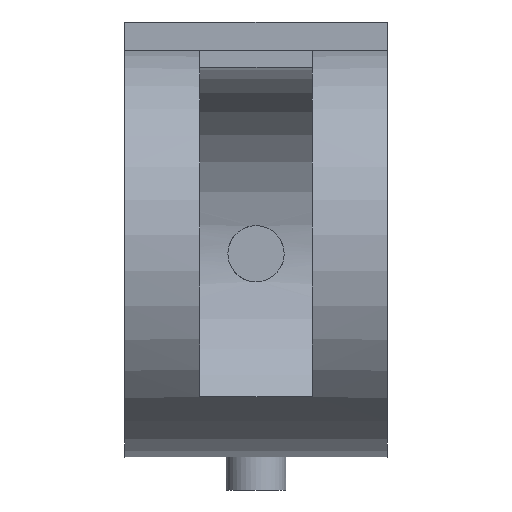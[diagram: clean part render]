
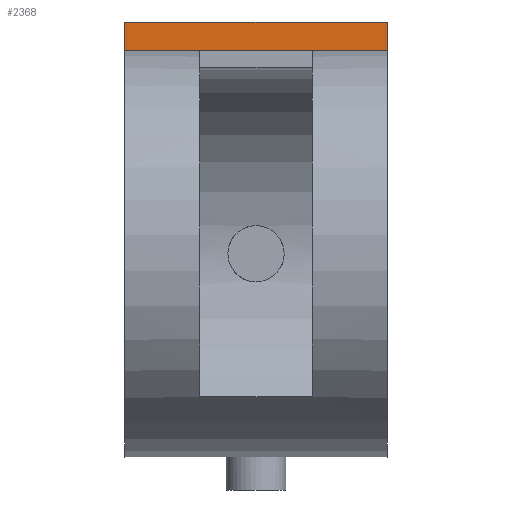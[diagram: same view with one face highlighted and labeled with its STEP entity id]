
A CAD part, front view. The second image highlights one B-rep face of the part: STEP entity #2368.
In plain terms, the highlighted planar face has unit normal (0, -1, 0).
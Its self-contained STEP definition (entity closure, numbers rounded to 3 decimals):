
#65 = CARTESIAN_POINT ( 'NONE',  ( 70., -9., 108.628 ) ) ;
#221 = LINE ( 'NONE', #1153, #953 ) ;
#263 = EDGE_CURVE ( 'NONE', #2867, #1877, #1041, .T. ) ;
#392 = DIRECTION ( 'NONE',  ( 0., 0., -1. ) ) ;
#406 = VERTEX_POINT ( 'NONE', #1595 ) ;
#559 = CARTESIAN_POINT ( 'NONE',  ( -70., -9., 123.628 ) ) ;
#622 = EDGE_LOOP ( 'NONE', ( #717, #2601, #2362, #2120 ) ) ;
#634 = DIRECTION ( 'NONE',  ( 0., 0., 1. ) ) ;
#717 = ORIENTED_EDGE ( 'NONE', *, *, #2110, .T. ) ;
#751 = CARTESIAN_POINT ( 'NONE',  ( 70., -9., 123.628 ) ) ;
#802 = VECTOR ( 'NONE', #392, 1000. ) ;
#863 = PLANE ( 'NONE',  #1002 ) ;
#953 = VECTOR ( 'NONE', #2081, 1000. ) ;
#998 = DIRECTION ( 'NONE',  ( -1., 0., 0. ) ) ;
#1002 = AXIS2_PLACEMENT_3D ( 'NONE', #1795, #2758, #634 ) ;
#1041 = LINE ( 'NONE', #1967, #2191 ) ;
#1153 = CARTESIAN_POINT ( 'NONE',  ( 70., -9., 123.628 ) ) ;
#1555 = LINE ( 'NONE', #2500, #802 ) ;
#1595 = CARTESIAN_POINT ( 'NONE',  ( -70., -9., 108.628 ) ) ;
#1638 = CARTESIAN_POINT ( 'NONE',  ( 70., -9., 108.628 ) ) ;
#1795 = CARTESIAN_POINT ( 'NONE',  ( 70., -9., 123.628 ) ) ;
#1877 = VERTEX_POINT ( 'NONE', #1638 ) ;
#1967 = CARTESIAN_POINT ( 'NONE',  ( 70., -9., 123.628 ) ) ;
#2081 = DIRECTION ( 'NONE',  ( -1., 0., 0. ) ) ;
#2110 = EDGE_CURVE ( 'NONE', #2316, #406, #1555, .T. ) ;
#2120 = ORIENTED_EDGE ( 'NONE', *, *, #2479, .T. ) ;
#2157 = LINE ( 'NONE', #65, #2271 ) ;
#2191 = VECTOR ( 'NONE', #2938, 1000. ) ;
#2271 = VECTOR ( 'NONE', #998, 1000. ) ;
#2316 = VERTEX_POINT ( 'NONE', #559 ) ;
#2362 = ORIENTED_EDGE ( 'NONE', *, *, #263, .F. ) ;
#2368 = ADVANCED_FACE ( 'NONE', ( #2988 ), #863, .F. ) ;
#2479 = EDGE_CURVE ( 'NONE', #2867, #2316, #221, .T. ) ;
#2500 = CARTESIAN_POINT ( 'NONE',  ( -70., -9., 123.628 ) ) ;
#2601 = ORIENTED_EDGE ( 'NONE', *, *, #2896, .F. ) ;
#2758 = DIRECTION ( 'NONE',  ( 0., 1., 0. ) ) ;
#2867 = VERTEX_POINT ( 'NONE', #751 ) ;
#2896 = EDGE_CURVE ( 'NONE', #1877, #406, #2157, .T. ) ;
#2938 = DIRECTION ( 'NONE',  ( 0., 0., -1. ) ) ;
#2988 = FACE_OUTER_BOUND ( 'NONE', #622, .T. ) ;
